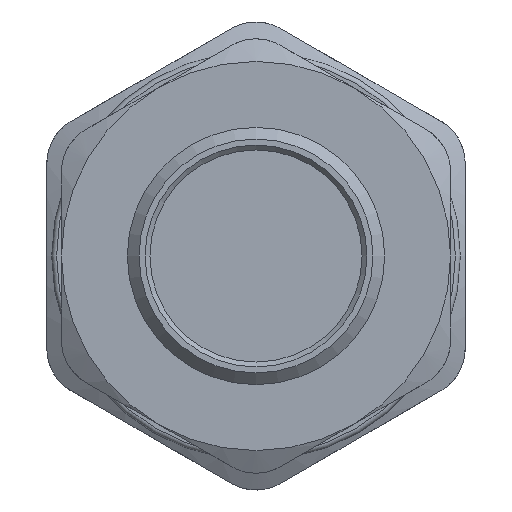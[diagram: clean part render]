
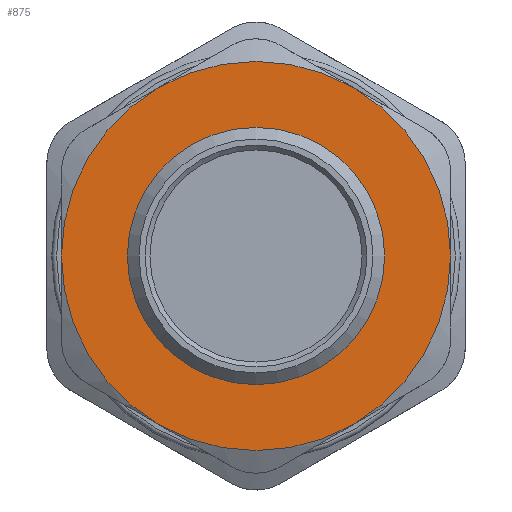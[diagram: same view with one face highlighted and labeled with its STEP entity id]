
A CAD part, front view. The second image highlights one B-rep face of the part: STEP entity #875.
In plain terms, the highlighted planar face has unit normal (0, -1, 0).
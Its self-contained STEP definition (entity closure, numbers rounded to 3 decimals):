
#16=FACE_BOUND('',#310,.T.);
#254=FACE_OUTER_BOUND('',#309,.T.);
#309=EDGE_LOOP('',(#684,#685,#686,#687,#688,#689));
#310=EDGE_LOOP('',(#690));
#354=CIRCLE('',#963,20.);
#355=CIRCLE('',#964,20.);
#356=CIRCLE('',#965,20.);
#357=CIRCLE('',#966,20.);
#358=CIRCLE('',#967,20.);
#359=CIRCLE('',#968,20.);
#360=CIRCLE('',#969,12.061);
#410=VERTEX_POINT('',#1488);
#411=VERTEX_POINT('',#1489);
#412=VERTEX_POINT('',#1491);
#413=VERTEX_POINT('',#1493);
#414=VERTEX_POINT('',#1495);
#415=VERTEX_POINT('',#1497);
#416=VERTEX_POINT('',#1500);
#507=EDGE_CURVE('',#410,#411,#354,.T.);
#508=EDGE_CURVE('',#412,#410,#355,.T.);
#509=EDGE_CURVE('',#413,#412,#356,.T.);
#510=EDGE_CURVE('',#414,#413,#357,.T.);
#511=EDGE_CURVE('',#415,#414,#358,.T.);
#512=EDGE_CURVE('',#411,#415,#359,.T.);
#513=EDGE_CURVE('',#416,#416,#360,.T.);
#684=ORIENTED_EDGE('',*,*,#507,.F.);
#685=ORIENTED_EDGE('',*,*,#508,.F.);
#686=ORIENTED_EDGE('',*,*,#509,.F.);
#687=ORIENTED_EDGE('',*,*,#510,.F.);
#688=ORIENTED_EDGE('',*,*,#511,.F.);
#689=ORIENTED_EDGE('',*,*,#512,.F.);
#690=ORIENTED_EDGE('',*,*,#513,.T.);
#846=PLANE('',#962);
#875=ADVANCED_FACE('',(#254,#16),#846,.T.);
#962=AXIS2_PLACEMENT_3D('',#1487,#1096,#1097);
#963=AXIS2_PLACEMENT_3D('',#1490,#1098,#1099);
#964=AXIS2_PLACEMENT_3D('',#1492,#1100,#1101);
#965=AXIS2_PLACEMENT_3D('',#1494,#1102,#1103);
#966=AXIS2_PLACEMENT_3D('',#1496,#1104,#1105);
#967=AXIS2_PLACEMENT_3D('',#1498,#1106,#1107);
#968=AXIS2_PLACEMENT_3D('',#1499,#1108,#1109);
#969=AXIS2_PLACEMENT_3D('',#1501,#1110,#1111);
#1096=DIRECTION('center_axis',(0.,-1.,0.));
#1097=DIRECTION('ref_axis',(0.,0.,-1.));
#1098=DIRECTION('center_axis',(0.,1.,0.));
#1099=DIRECTION('ref_axis',(1.,0.,0.));
#1100=DIRECTION('center_axis',(0.,1.,0.));
#1101=DIRECTION('ref_axis',(1.,0.,0.));
#1102=DIRECTION('center_axis',(0.,1.,0.));
#1103=DIRECTION('ref_axis',(1.,0.,0.));
#1104=DIRECTION('center_axis',(0.,1.,0.));
#1105=DIRECTION('ref_axis',(1.,0.,0.));
#1106=DIRECTION('center_axis',(0.,1.,0.));
#1107=DIRECTION('ref_axis',(1.,0.,0.));
#1108=DIRECTION('center_axis',(0.,1.,0.));
#1109=DIRECTION('ref_axis',(1.,0.,0.));
#1110=DIRECTION('center_axis',(0.,1.,0.));
#1111=DIRECTION('ref_axis',(1.,0.,0.));
#1487=CARTESIAN_POINT('Origin',(-35.743,-24.936,-0.388));
#1488=CARTESIAN_POINT('',(-35.743,-24.936,-0.388));
#1489=CARTESIAN_POINT('',(-25.743,-24.936,16.932));
#1490=CARTESIAN_POINT('Origin',(-15.743,-24.936,-0.388));
#1491=CARTESIAN_POINT('',(-25.743,-24.936,-17.709));
#1492=CARTESIAN_POINT('Origin',(-15.743,-24.936,-0.388));
#1493=CARTESIAN_POINT('',(-5.743,-24.936,-17.709));
#1494=CARTESIAN_POINT('Origin',(-15.743,-24.936,-0.388));
#1495=CARTESIAN_POINT('',(4.257,-24.936,-0.388));
#1496=CARTESIAN_POINT('Origin',(-15.743,-24.936,-0.388));
#1497=CARTESIAN_POINT('',(-5.743,-24.936,16.932));
#1498=CARTESIAN_POINT('Origin',(-15.743,-24.936,-0.388));
#1499=CARTESIAN_POINT('Origin',(-15.743,-24.936,-0.388));
#1500=CARTESIAN_POINT('',(-3.682,-24.936,-0.388));
#1501=CARTESIAN_POINT('Origin',(-15.743,-24.936,-0.388));
